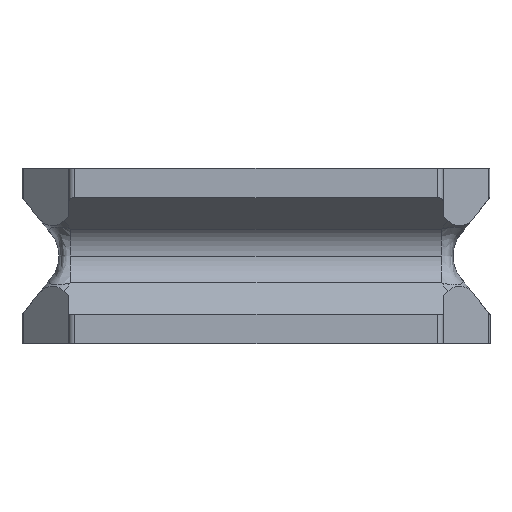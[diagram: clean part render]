
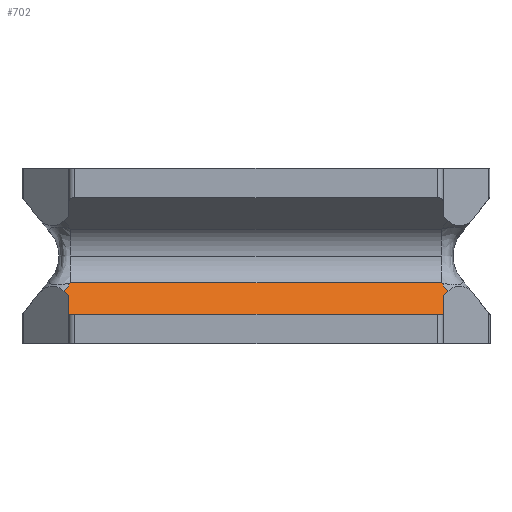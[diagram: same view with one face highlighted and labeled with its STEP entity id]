
A CAD part, front view. The second image highlights one B-rep face of the part: STEP entity #702.
In plain terms, the highlighted planar face has unit normal (0, -0.64, 0.768).
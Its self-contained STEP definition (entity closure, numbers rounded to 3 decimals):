
#31 = ORIENTED_EDGE ( 'NONE', *, *, #1999, .F. ) ;
#45 = ORIENTED_EDGE ( 'NONE', *, *, #1051, .F. ) ;
#62 = LINE ( 'NONE', #1731, #723 ) ;
#68 = VECTOR ( 'NONE', #1262, 1000. ) ;
#127 = CARTESIAN_POINT ( 'NONE',  ( 3.169, -2.953, 1.039 ) ) ;
#141 = VECTOR ( 'NONE', #656, 1000. ) ;
#148 = LINE ( 'NONE', #170, #68 ) ;
#170 = CARTESIAN_POINT ( 'NONE',  ( 3.28, -3.12, 0.9 ) ) ;
#200 = VECTOR ( 'NONE', #2194, 1000. ) ;
#242 = CARTESIAN_POINT ( 'NONE',  ( 3.2, -3.6, 0.5 ) ) ;
#284 = VERTEX_POINT ( 'NONE', #1549 ) ;
#312 = LINE ( 'NONE', #3236, #1752 ) ;
#356 = CARTESIAN_POINT ( 'NONE',  ( 3.2, -2.4, 1.5 ) ) ;
#358 = ORIENTED_EDGE ( 'NONE', *, *, #374, .F. ) ;
#374 = EDGE_CURVE ( 'NONE', #1509, #2119, #3519, .T. ) ;
#376 = VECTOR ( 'NONE', #2493, 1000. ) ;
#415 = DIRECTION ( 'NONE',  ( 0., 0.64, -0.768 ) ) ;
#455 = DIRECTION ( 'NONE',  ( 1., 0., 0. ) ) ;
#543 = ORIENTED_EDGE ( 'NONE', *, *, #1600, .F. ) ;
#556 = EDGE_CURVE ( 'NONE', #2459, #284, #62, .T. ) ;
#632 = DIRECTION ( 'NONE',  ( 0.456, -0.684, -0.57 ) ) ;
#656 = DIRECTION ( 'NONE',  ( 0., 0.768, 0.64 ) ) ;
#702 = ADVANCED_FACE ( 'NONE', ( #2221 ), #3467, .F. ) ;
#723 = VECTOR ( 'NONE', #632, 1000. ) ;
#795 = EDGE_LOOP ( 'NONE', ( #45, #2873, #2365, #1485, #358, #31, #2445, #543 ) ) ;
#802 = EDGE_CURVE ( 'NONE', #2536, #3453, #828, .T. ) ;
#828 = LINE ( 'NONE', #2047, #141 ) ;
#890 = CARTESIAN_POINT ( 'NONE',  ( -3.2, -3.2, 0.833 ) ) ;
#958 = VECTOR ( 'NONE', #455, 1000. ) ;
#986 = CARTESIAN_POINT ( 'NONE',  ( -3.28, -3.12, 0.9 ) ) ;
#1051 = EDGE_CURVE ( 'NONE', #1646, #1134, #2809, .T. ) ;
#1134 = VERTEX_POINT ( 'NONE', #2643 ) ;
#1184 = DIRECTION ( 'NONE',  ( 0.456, 0.684, 0.57 ) ) ;
#1262 = DIRECTION ( 'NONE',  ( -0.609, -0.609, -0.508 ) ) ;
#1329 = VECTOR ( 'NONE', #1184, 1000. ) ;
#1418 = AXIS2_PLACEMENT_3D ( 'NONE', #2348, #415, #3506 ) ;
#1485 = ORIENTED_EDGE ( 'NONE', *, *, #2252, .F. ) ;
#1506 = CARTESIAN_POINT ( 'NONE',  ( -3.2, -3.6, 0.5 ) ) ;
#1509 = VERTEX_POINT ( 'NONE', #3106 ) ;
#1549 = CARTESIAN_POINT ( 'NONE',  ( 3.28, -3.12, 0.9 ) ) ;
#1600 = EDGE_CURVE ( 'NONE', #1134, #2459, #1685, .T. ) ;
#1646 = VERTEX_POINT ( 'NONE', #986 ) ;
#1685 = LINE ( 'NONE', #2078, #958 ) ;
#1731 = CARTESIAN_POINT ( 'NONE',  ( 3.169, -2.953, 1.039 ) ) ;
#1752 = VECTOR ( 'NONE', #2143, 1000. ) ;
#1906 = CARTESIAN_POINT ( 'NONE',  ( 0., -3.6, 0.5 ) ) ;
#1999 = EDGE_CURVE ( 'NONE', #284, #1509, #148, .T. ) ;
#2047 = CARTESIAN_POINT ( 'NONE',  ( -3.2, -2.4, 1.5 ) ) ;
#2078 = CARTESIAN_POINT ( 'NONE',  ( 6., -2.953, 1.039 ) ) ;
#2119 = VERTEX_POINT ( 'NONE', #242 ) ;
#2143 = DIRECTION ( 'NONE',  ( -0.609, 0.609, 0.508 ) ) ;
#2194 = DIRECTION ( 'NONE',  ( -1., 0., 0. ) ) ;
#2221 = FACE_OUTER_BOUND ( 'NONE', #795, .T. ) ;
#2252 = EDGE_CURVE ( 'NONE', #2119, #2536, #2443, .T. ) ;
#2348 = CARTESIAN_POINT ( 'NONE',  ( 6., -2.4, 1.5 ) ) ;
#2365 = ORIENTED_EDGE ( 'NONE', *, *, #802, .F. ) ;
#2443 = LINE ( 'NONE', #1906, #200 ) ;
#2445 = ORIENTED_EDGE ( 'NONE', *, *, #556, .F. ) ;
#2459 = VERTEX_POINT ( 'NONE', #127 ) ;
#2493 = DIRECTION ( 'NONE',  ( 0., -0.768, -0.64 ) ) ;
#2536 = VERTEX_POINT ( 'NONE', #1506 ) ;
#2547 = CARTESIAN_POINT ( 'NONE',  ( -0.972, 0.343, 3.786 ) ) ;
#2643 = CARTESIAN_POINT ( 'NONE',  ( -3.169, -2.953, 1.039 ) ) ;
#2694 = EDGE_CURVE ( 'NONE', #3453, #1646, #312, .T. ) ;
#2809 = LINE ( 'NONE', #2547, #1329 ) ;
#2873 = ORIENTED_EDGE ( 'NONE', *, *, #2694, .F. ) ;
#3106 = CARTESIAN_POINT ( 'NONE',  ( 3.2, -3.2, 0.833 ) ) ;
#3236 = CARTESIAN_POINT ( 'NONE',  ( -3.2, -3.2, 0.833 ) ) ;
#3453 = VERTEX_POINT ( 'NONE', #890 ) ;
#3467 = PLANE ( 'NONE',  #1418 ) ;
#3506 = DIRECTION ( 'NONE',  ( 0., 0.768, 0.64 ) ) ;
#3519 = LINE ( 'NONE', #356, #376 ) ;
